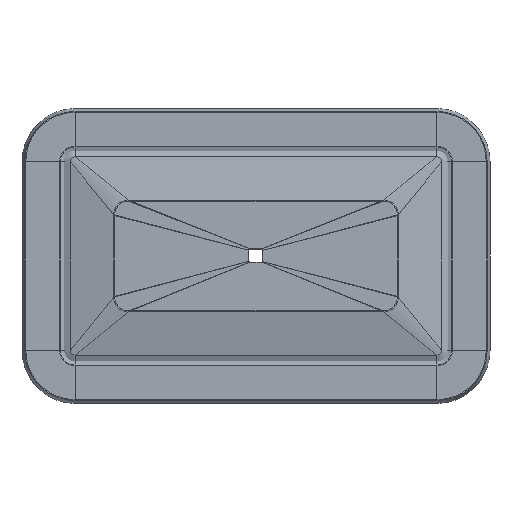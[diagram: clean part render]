
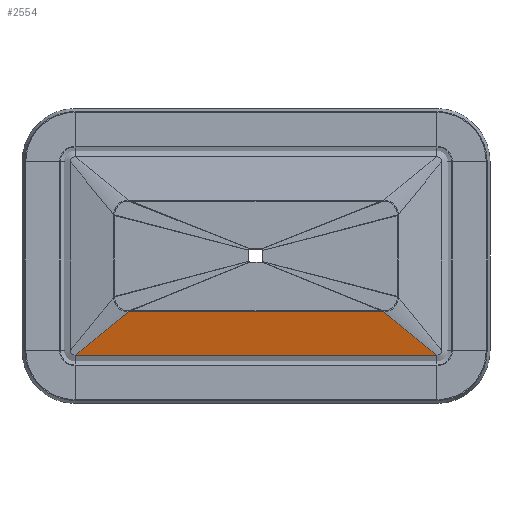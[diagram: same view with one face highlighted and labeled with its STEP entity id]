
A CAD part, top view. The second image highlights one B-rep face of the part: STEP entity #2554.
In plain terms, the highlighted free-form (B-spline) face has degree [1, 1] with [2, 2] control points.
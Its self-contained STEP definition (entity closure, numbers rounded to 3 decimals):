
#1638 = PLANE('',#1639);
#1639 = AXIS2_PLACEMENT_3D('',#1640,#1641,#1642);
#1640 = CARTESIAN_POINT('',(125.37,-68.644,6.));
#1641 = DIRECTION('',(0.,-0.406,0.914));
#1642 = DIRECTION('',(1.,0.,0.));
#2011 = VERTEX_POINT('',#2012);
#2012 = CARTESIAN_POINT('',(-125.37,-68.644,6.));
#2046 = B_SPLINE_SURFACE_WITH_KNOTS('',8,1,(
    (#2047,#2048)
    ,(#2049,#2050)
    ,(#2051,#2052)
    ,(#2053,#2054)
    ,(#2055,#2056)
    ,(#2057,#2058)
    ,(#2059,#2060)
    ,(#2061,#2062)
    ,(#2063,#2064
    )),.UNSPECIFIED.,.F.,.F.,.F.,(9,9),(2,2),(3.142,
    4.712),(0.,1.),.PIECEWISE_BEZIER_KNOTS.);
#2047 = CARTESIAN_POINT('',(-128.644,-65.37,6.));
#2048 = CARTESIAN_POINT('',(-98.644,-28.644,12.));
#2049 = CARTESIAN_POINT('',(-128.644,-66.013,6.));
#2050 = CARTESIAN_POINT('',(-98.644,-30.608,12.));
#2051 = CARTESIAN_POINT('',(-128.5,-66.656,6.));
#2052 = CARTESIAN_POINT('',(-98.204,-32.571,12.));
#2053 = CARTESIAN_POINT('',(-128.211,-67.261,6.));
#2054 = CARTESIAN_POINT('',(-97.322,-34.419,
    12.));
#2055 = CARTESIAN_POINT('',(-127.79,-67.79,6.));
#2056 = CARTESIAN_POINT('',(-96.037,-36.037,
    12.));
#2057 = CARTESIAN_POINT('',(-127.261,-68.211,6.));
#2058 = CARTESIAN_POINT('',(-94.419,-37.322,12.));
#2059 = CARTESIAN_POINT('',(-126.656,-68.5,6.));
#2060 = CARTESIAN_POINT('',(-92.571,-38.204,12.));
#2061 = CARTESIAN_POINT('',(-126.013,-68.644,6.));
#2062 = CARTESIAN_POINT('',(-90.608,-38.644,12.));
#2063 = CARTESIAN_POINT('',(-125.37,-68.644,6.));
#2064 = CARTESIAN_POINT('',(-88.644,-38.644,12.));
#2078 = VERTEX_POINT('',#2079);
#2079 = CARTESIAN_POINT('',(125.37,-68.644,6.));
#2098 = EDGE_CURVE('',#2078,#2011,#2099,.T.);
#2099 = SURFACE_CURVE('',#2100,(#2104,#2111),.PCURVE_S1.);
#2100 = LINE('',#2101,#2102);
#2101 = CARTESIAN_POINT('',(125.37,-68.644,6.));
#2102 = VECTOR('',#2103,1.);
#2103 = DIRECTION('',(-1.,0.,0.));
#2104 = PCURVE('',#1638,#2105);
#2105 = DEFINITIONAL_REPRESENTATION('',(#2106),#2110);
#2106 = LINE('',#2107,#2108);
#2107 = CARTESIAN_POINT('',(0.,0.));
#2108 = VECTOR('',#2109,1.);
#2109 = DIRECTION('',(-1.,0.));
#2110 = ( GEOMETRIC_REPRESENTATION_CONTEXT(2) 
PARAMETRIC_REPRESENTATION_CONTEXT() REPRESENTATION_CONTEXT('2D SPACE',''
  ) );
#2111 = PCURVE('',#2112,#2117);
#2112 = B_SPLINE_SURFACE_WITH_KNOTS('',1,1,(
    (#2113,#2114)
    ,(#2115,#2116
    )),.UNSPECIFIED.,.F.,.F.,.F.,(2,2),(2,2),(-250.74,0.),(0.,1.
    ),.PIECEWISE_BEZIER_KNOTS.);
#2113 = CARTESIAN_POINT('',(-125.37,-68.644,6.));
#2114 = CARTESIAN_POINT('',(-88.644,-38.644,12.));
#2115 = CARTESIAN_POINT('',(125.37,-68.644,6.));
#2116 = CARTESIAN_POINT('',(88.644,-38.644,12.));
#2117 = DEFINITIONAL_REPRESENTATION('',(#2118),#2122);
#2118 = LINE('',#2119,#2120);
#2119 = CARTESIAN_POINT('',(0.,0.));
#2120 = VECTOR('',#2121,1.);
#2121 = DIRECTION('',(-1.,0.));
#2122 = ( GEOMETRIC_REPRESENTATION_CONTEXT(2) 
PARAMETRIC_REPRESENTATION_CONTEXT() REPRESENTATION_CONTEXT('2D SPACE',''
  ) );
#2166 = B_SPLINE_SURFACE_WITH_KNOTS('',8,1,(
    (#2167,#2168)
    ,(#2169,#2170)
    ,(#2171,#2172)
    ,(#2173,#2174)
    ,(#2175,#2176)
    ,(#2177,#2178)
    ,(#2179,#2180)
    ,(#2181,#2182)
    ,(#2183,#2184
    )),.UNSPECIFIED.,.F.,.F.,.F.,(9,9),(2,2),(4.712,
    6.283),(0.,1.),.PIECEWISE_BEZIER_KNOTS.);
#2167 = CARTESIAN_POINT('',(125.37,-68.644,6.));
#2168 = CARTESIAN_POINT('',(88.644,-38.644,12.));
#2169 = CARTESIAN_POINT('',(126.013,-68.644,6.));
#2170 = CARTESIAN_POINT('',(90.608,-38.644,12.));
#2171 = CARTESIAN_POINT('',(126.656,-68.5,6.));
#2172 = CARTESIAN_POINT('',(92.571,-38.204,12.));
#2173 = CARTESIAN_POINT('',(127.261,-68.211,6.));
#2174 = CARTESIAN_POINT('',(94.419,-37.322,
    12.));
#2175 = CARTESIAN_POINT('',(127.79,-67.79,6.));
#2176 = CARTESIAN_POINT('',(96.037,-36.037,
    12.));
#2177 = CARTESIAN_POINT('',(128.211,-67.261,6.));
#2178 = CARTESIAN_POINT('',(97.322,-34.419,
    12.));
#2179 = CARTESIAN_POINT('',(128.5,-66.656,6.));
#2180 = CARTESIAN_POINT('',(98.204,-32.571,12.));
#2181 = CARTESIAN_POINT('',(128.644,-66.013,6.));
#2182 = CARTESIAN_POINT('',(98.644,-30.608,12.));
#2183 = CARTESIAN_POINT('',(128.644,-65.37,6.));
#2184 = CARTESIAN_POINT('',(98.644,-28.644,12.));
#2491 = EDGE_CURVE('',#2011,#2492,#2494,.T.);
#2492 = VERTEX_POINT('',#2493);
#2493 = CARTESIAN_POINT('',(-88.644,-38.644,12.));
#2494 = SURFACE_CURVE('',#2495,(#2498,#2505),.PCURVE_S1.);
#2495 = B_SPLINE_CURVE_WITH_KNOTS('',1,(#2496,#2497),.UNSPECIFIED.,.F.,
  .F.,(2,2),(0.,1.),.PIECEWISE_BEZIER_KNOTS.);
#2496 = CARTESIAN_POINT('',(-125.37,-68.644,6.));
#2497 = CARTESIAN_POINT('',(-88.644,-38.644,12.));
#2498 = PCURVE('',#2046,#2499);
#2499 = DEFINITIONAL_REPRESENTATION('',(#2500),#2504);
#2500 = LINE('',#2501,#2502);
#2501 = CARTESIAN_POINT('',(4.712,0.));
#2502 = VECTOR('',#2503,1.);
#2503 = DIRECTION('',(0.,1.));
#2504 = ( GEOMETRIC_REPRESENTATION_CONTEXT(2) 
PARAMETRIC_REPRESENTATION_CONTEXT() REPRESENTATION_CONTEXT('2D SPACE',''
  ) );
#2505 = PCURVE('',#2112,#2506);
#2506 = DEFINITIONAL_REPRESENTATION('',(#2507),#2511);
#2507 = LINE('',#2508,#2509);
#2508 = CARTESIAN_POINT('',(-250.74,0.));
#2509 = VECTOR('',#2510,1.);
#2510 = DIRECTION('',(0.,1.));
#2511 = ( GEOMETRIC_REPRESENTATION_CONTEXT(2) 
PARAMETRIC_REPRESENTATION_CONTEXT() REPRESENTATION_CONTEXT('2D SPACE',''
  ) );
#2554 = ADVANCED_FACE('',(#2555),#2112,.T.);
#2555 = FACE_BOUND('',#2556,.T.);
#2556 = EDGE_LOOP('',(#2557,#2558,#2580,#2605));
#2557 = ORIENTED_EDGE('',*,*,#2098,.F.);
#2558 = ORIENTED_EDGE('',*,*,#2559,.T.);
#2559 = EDGE_CURVE('',#2078,#2560,#2562,.T.);
#2560 = VERTEX_POINT('',#2561);
#2561 = CARTESIAN_POINT('',(88.644,-38.644,12.));
#2562 = SURFACE_CURVE('',#2563,(#2566,#2573),.PCURVE_S1.);
#2563 = B_SPLINE_CURVE_WITH_KNOTS('',1,(#2564,#2565),.UNSPECIFIED.,.F.,
  .F.,(2,2),(0.,1.),.PIECEWISE_BEZIER_KNOTS.);
#2564 = CARTESIAN_POINT('',(125.37,-68.644,6.));
#2565 = CARTESIAN_POINT('',(88.644,-38.644,12.));
#2566 = PCURVE('',#2112,#2567);
#2567 = DEFINITIONAL_REPRESENTATION('',(#2568),#2572);
#2568 = LINE('',#2569,#2570);
#2569 = CARTESIAN_POINT('',(0.,0.));
#2570 = VECTOR('',#2571,1.);
#2571 = DIRECTION('',(0.,1.));
#2572 = ( GEOMETRIC_REPRESENTATION_CONTEXT(2) 
PARAMETRIC_REPRESENTATION_CONTEXT() REPRESENTATION_CONTEXT('2D SPACE',''
  ) );
#2573 = PCURVE('',#2166,#2574);
#2574 = DEFINITIONAL_REPRESENTATION('',(#2575),#2579);
#2575 = LINE('',#2576,#2577);
#2576 = CARTESIAN_POINT('',(4.712,0.));
#2577 = VECTOR('',#2578,1.);
#2578 = DIRECTION('',(0.,1.));
#2579 = ( GEOMETRIC_REPRESENTATION_CONTEXT(2) 
PARAMETRIC_REPRESENTATION_CONTEXT() REPRESENTATION_CONTEXT('2D SPACE',''
  ) );
#2580 = ORIENTED_EDGE('',*,*,#2581,.T.);
#2581 = EDGE_CURVE('',#2560,#2492,#2582,.T.);
#2582 = SURFACE_CURVE('',#2583,(#2587,#2593),.PCURVE_S1.);
#2583 = LINE('',#2584,#2585);
#2584 = CARTESIAN_POINT('',(88.644,-38.644,12.));
#2585 = VECTOR('',#2586,1.);
#2586 = DIRECTION('',(-1.,0.,0.));
#2587 = PCURVE('',#2112,#2588);
#2588 = DEFINITIONAL_REPRESENTATION('',(#2589),#2592);
#2589 = B_SPLINE_CURVE_WITH_KNOTS('',1,(#2590,#2591),.UNSPECIFIED.,.F.,
  .F.,(2,2),(0.,177.288),.PIECEWISE_BEZIER_KNOTS.);
#2590 = CARTESIAN_POINT('',(0.,1.));
#2591 = CARTESIAN_POINT('',(-250.74,1.));
#2592 = ( GEOMETRIC_REPRESENTATION_CONTEXT(2) 
PARAMETRIC_REPRESENTATION_CONTEXT() REPRESENTATION_CONTEXT('2D SPACE',''
  ) );
#2593 = PCURVE('',#2594,#2599);
#2594 = B_SPLINE_SURFACE_WITH_KNOTS('',1,1,(
    (#2595,#2596)
    ,(#2597,#2598
    )),.UNSPECIFIED.,.F.,.F.,.F.,(2,2),(2,2),(-177.288,0.),(0.,1.
    ),.PIECEWISE_BEZIER_KNOTS.);
#2595 = CARTESIAN_POINT('',(-88.644,-38.644,12.));
#2596 = CARTESIAN_POINT('',(-4.344,-4.375,12.));
#2597 = CARTESIAN_POINT('',(88.644,-38.644,12.));
#2598 = CARTESIAN_POINT('',(4.314,-4.375,12.));
#2599 = DEFINITIONAL_REPRESENTATION('',(#2600),#2604);
#2600 = LINE('',#2601,#2602);
#2601 = CARTESIAN_POINT('',(0.,0.));
#2602 = VECTOR('',#2603,1.);
#2603 = DIRECTION('',(-1.,0.));
#2604 = ( GEOMETRIC_REPRESENTATION_CONTEXT(2) 
PARAMETRIC_REPRESENTATION_CONTEXT() REPRESENTATION_CONTEXT('2D SPACE',''
  ) );
#2605 = ORIENTED_EDGE('',*,*,#2491,.F.);
